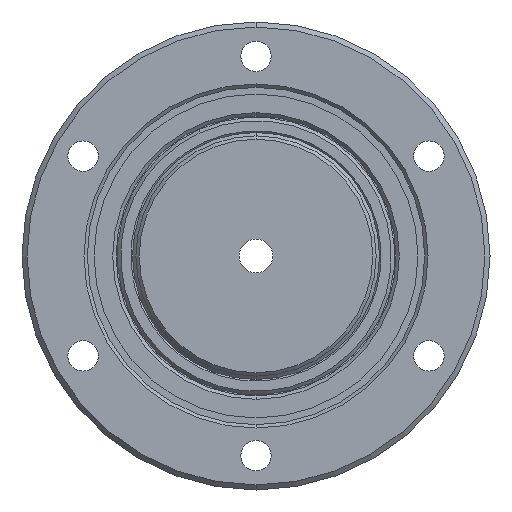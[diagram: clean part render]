
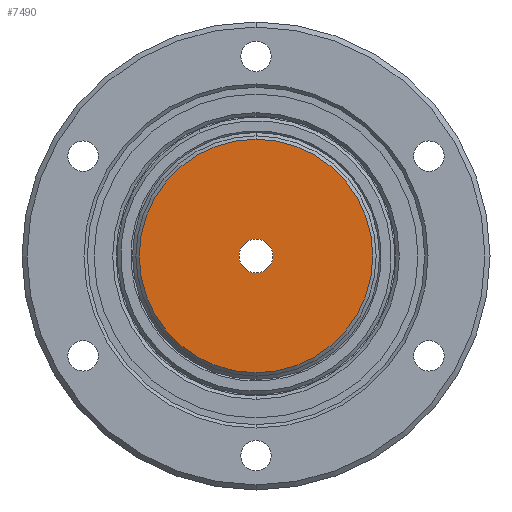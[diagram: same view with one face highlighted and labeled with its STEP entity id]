
A CAD part, front view. The second image highlights one B-rep face of the part: STEP entity #7490.
In plain terms, the highlighted planar face has unit normal (0, -1, 0).
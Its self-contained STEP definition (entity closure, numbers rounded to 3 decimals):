
#29 = CARTESIAN_POINT ( 'NONE',  ( 0., 0., -34.5 ) ) ;
#690 = VERTEX_POINT ( 'NONE', #5752 ) ;
#799 = CARTESIAN_POINT ( 'NONE',  ( 0., 0., 0. ) ) ;
#954 = FACE_BOUND ( 'NONE', #5450, .T. ) ;
#1082 = CARTESIAN_POINT ( 'NONE',  ( 0., 0., 0. ) ) ;
#1420 = VERTEX_POINT ( 'NONE', #29 ) ;
#1779 = DIRECTION ( 'NONE',  ( 0., 0., 1. ) ) ;
#2101 = DIRECTION ( 'NONE',  ( 0., 0., -1. ) ) ;
#2371 = DIRECTION ( 'NONE',  ( 0., 1., 0. ) ) ;
#3017 = PLANE ( 'NONE',  #4307 ) ;
#3228 = CARTESIAN_POINT ( 'NONE',  ( -5., 0., 0. ) ) ;
#3709 = EDGE_CURVE ( 'NONE', #3797, #690, #9601, .T. ) ;
#3797 = VERTEX_POINT ( 'NONE', #5763 ) ;
#4179 = DIRECTION ( 'NONE',  ( 0., 0., -1. ) ) ;
#4307 = AXIS2_PLACEMENT_3D ( 'NONE', #3228, #9958, #4179 ) ;
#4849 = DIRECTION ( 'NONE',  ( 0., -1., 0. ) ) ;
#4978 = AXIS2_PLACEMENT_3D ( 'NONE', #8147, #2371, #9121 ) ;
#5450 = EDGE_LOOP ( 'NONE', ( #9580, #10499 ) ) ;
#5605 = EDGE_CURVE ( 'NONE', #690, #3797, #11927, .T. ) ;
#5752 = CARTESIAN_POINT ( 'NONE',  ( 0., 0., 5. ) ) ;
#5763 = CARTESIAN_POINT ( 'NONE',  ( 0., 0., -5. ) ) ;
#5879 = AXIS2_PLACEMENT_3D ( 'NONE', #10554, #4849, #11495 ) ;
#5929 = EDGE_CURVE ( 'NONE', #10065, #1420, #7794, .T. ) ;
#6068 = CIRCLE ( 'NONE', #5879, 34.5 ) ;
#7490 = ADVANCED_FACE ( 'NONE', ( #10591, #954 ), #3017, .T. ) ;
#7586 = DIRECTION ( 'NONE',  ( 0., 1., 0. ) ) ;
#7794 = CIRCLE ( 'NONE', #7959, 34.5 ) ;
#7872 = DIRECTION ( 'NONE',  ( 0., -1., 0. ) ) ;
#7959 = AXIS2_PLACEMENT_3D ( 'NONE', #1082, #7872, #2101 ) ;
#8147 = CARTESIAN_POINT ( 'NONE',  ( 0., 0., 0. ) ) ;
#8208 = AXIS2_PLACEMENT_3D ( 'NONE', #799, #7586, #1779 ) ;
#8334 = CARTESIAN_POINT ( 'NONE',  ( 0., 0., 34.5 ) ) ;
#8513 = EDGE_CURVE ( 'NONE', #1420, #10065, #6068, .T. ) ;
#9121 = DIRECTION ( 'NONE',  ( 0., 0., 1. ) ) ;
#9580 = ORIENTED_EDGE ( 'NONE', *, *, #5605, .T. ) ;
#9601 = CIRCLE ( 'NONE', #8208, 5. ) ;
#9958 = DIRECTION ( 'NONE',  ( 0., -1., 0. ) ) ;
#10065 = VERTEX_POINT ( 'NONE', #8334 ) ;
#10499 = ORIENTED_EDGE ( 'NONE', *, *, #3709, .T. ) ;
#10554 = CARTESIAN_POINT ( 'NONE',  ( 0., 0., 0. ) ) ;
#10591 = FACE_OUTER_BOUND ( 'NONE', #11123, .T. ) ;
#11123 = EDGE_LOOP ( 'NONE', ( #12131, #11162 ) ) ;
#11162 = ORIENTED_EDGE ( 'NONE', *, *, #8513, .T. ) ;
#11495 = DIRECTION ( 'NONE',  ( 0., 0., -1. ) ) ;
#11927 = CIRCLE ( 'NONE', #4978, 5. ) ;
#12131 = ORIENTED_EDGE ( 'NONE', *, *, #5929, .T. ) ;
